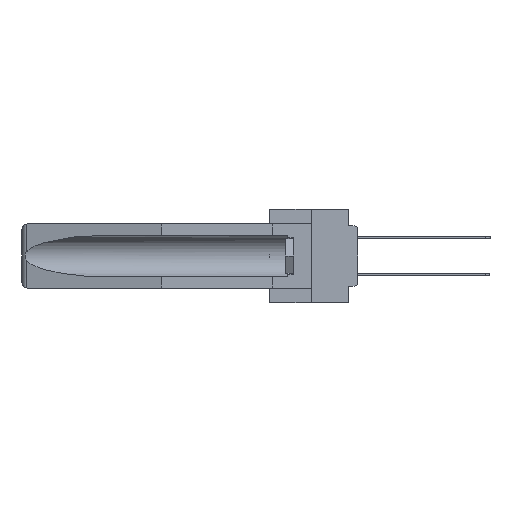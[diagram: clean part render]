
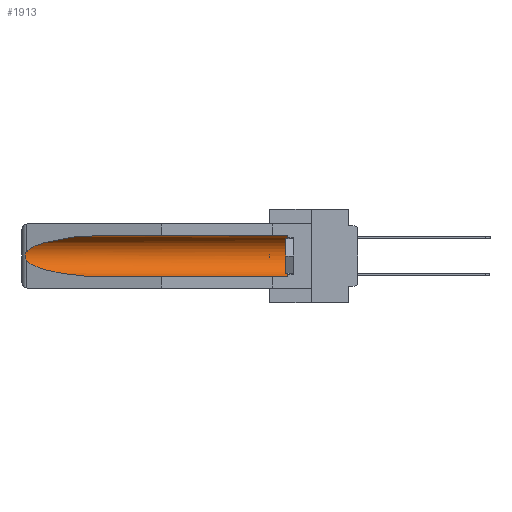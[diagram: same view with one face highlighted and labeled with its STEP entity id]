
A CAD part, left-side view. The second image highlights one B-rep face of the part: STEP entity #1913.
In plain terms, the highlighted cylindrical face has radius 2.857 mm (diameter 5.715 mm), a partial arc.
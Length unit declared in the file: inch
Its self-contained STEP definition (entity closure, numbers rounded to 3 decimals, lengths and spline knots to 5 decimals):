
#411 = VECTOR ( 'NONE', #25207, 39.37008 ) ;
#432 = DIRECTION ( 'NONE',  ( 0., 1., 0. ) ) ;
#968 = EDGE_CURVE ( 'NONE', #15711, #38357, #1989, .T. ) ;
#1278 = ORIENTED_EDGE ( 'NONE', *, *, #5492, .T. ) ;
#1352 = CARTESIAN_POINT ( 'NONE',  ( 0.155, -0.30754, -0.1715 ) ) ;
#1505 = VERTEX_POINT ( 'NONE', #38294 ) ;
#1674 =( BOUNDED_CURVE ( )  B_SPLINE_CURVE ( 3, ( #25164, #22317, #3670, #25444 ),
 .UNSPECIFIED., .F., .F. ) 
 B_SPLINE_CURVE_WITH_KNOTS ( ( 4, 4 ),
 ( 0.1948, 1.5708 ),
 .UNSPECIFIED. ) 
 CURVE ( )  GEOMETRIC_REPRESENTATION_ITEM ( )  RATIONAL_B_SPLINE_CURVE ( ( 1., 0.848, 0.848, 1. ) ) 
 REPRESENTATION_ITEM ( '' )  );
#1913 = ADVANCED_FACE ( 'NONE', ( #10589 ), #25112, .F. ) ;
#1989 = B_SPLINE_CURVE_WITH_KNOTS ( 'NONE', 3,
 ( #32091, #3651, #3526, #21870, #21922, #15885, #11245, #11338, #27784, #29252 ),
 .UNSPECIFIED., .F., .F.,
 ( 4, 2, 2, 2, 4 ),
 ( 0., 0.00029, 0.00058, 0.00087, 0.00117 ),
 .UNSPECIFIED. ) ;
#3526 = CARTESIAN_POINT ( 'NONE',  ( 0.26654, 1.53092, -0.15636 ) ) ;
#3651 = CARTESIAN_POINT ( 'NONE',  ( 0.26597, 1.52961, -0.15275 ) ) ;
#3670 = CARTESIAN_POINT ( 'NONE',  ( 0.21114, 1.30732, -0.284 ) ) ;
#4186 = ORIENTED_EDGE ( 'NONE', *, *, #968, .T. ) ;
#4816 = EDGE_CURVE ( 'NONE', #17163, #16615, #31109, .T. ) ;
#4932 = EDGE_CURVE ( 'NONE', #17163, #1505, #8883, .T. ) ;
#5492 = EDGE_CURVE ( 'NONE', #16615, #13138, #21433, .T. ) ;
#8883 = LINE ( 'NONE', #22108, #411 ) ;
#9602 = CARTESIAN_POINT ( 'NONE',  ( 0.155, -0.30754, -0.059 ) ) ;
#10589 = FACE_OUTER_BOUND ( 'NONE', #31813, .T. ) ;
#11245 = CARTESIAN_POINT ( 'NONE',  ( 0.2673, 1.53269, -0.17917 ) ) ;
#11338 = CARTESIAN_POINT ( 'NONE',  ( 0.26655, 1.53094, -0.18657 ) ) ;
#12130 = ORIENTED_EDGE ( 'NONE', *, *, #16959, .T. ) ;
#12742 = CARTESIAN_POINT ( 'NONE',  ( 0.26537, 1.52718, -0.14972 ) ) ;
#13138 = VERTEX_POINT ( 'NONE', #26332 ) ;
#15404 = CARTESIAN_POINT ( 'NONE',  ( 0.26537, 1.52718, -0.19328 ) ) ;
#15486 = DIRECTION ( 'NONE',  ( 0., -1., 0. ) ) ;
#15711 = VERTEX_POINT ( 'NONE', #12742 ) ;
#15885 = CARTESIAN_POINT ( 'NONE',  ( 0.2675, 1.53308, -0.17534 ) ) ;
#16072 = CARTESIAN_POINT ( 'NONE',  ( 0.25451, 1.48313, -0.09465 ) ) ;
#16615 = VERTEX_POINT ( 'NONE', #17924 ) ;
#16959 = EDGE_CURVE ( 'NONE', #13138, #15711, #35000, .T. ) ;
#17163 = VERTEX_POINT ( 'NONE', #20122 ) ;
#17924 = CARTESIAN_POINT ( 'NONE',  ( 0.155, 0.126, -0.059 ) ) ;
#18516 = AXIS2_PLACEMENT_3D ( 'NONE', #1352, #34112, #34106 ) ;
#20122 = CARTESIAN_POINT ( 'NONE',  ( 0.155, 0.126, -0.284 ) ) ;
#21433 = LINE ( 'NONE', #9602, #36742 ) ;
#21870 = CARTESIAN_POINT ( 'NONE',  ( 0.2673, 1.5327, -0.16383 ) ) ;
#21922 = CARTESIAN_POINT ( 'NONE',  ( 0.2675, 1.53308, -0.16763 ) ) ;
#22108 = CARTESIAN_POINT ( 'NONE',  ( 0.155, -0.30754, -0.284 ) ) ;
#22317 = CARTESIAN_POINT ( 'NONE',  ( 0.25451, 1.48313, -0.24835 ) ) ;
#25112 = CYLINDRICAL_SURFACE ( 'NONE', #18516, 0.1125 ) ;
#25164 = CARTESIAN_POINT ( 'NONE',  ( 0.26537, 1.52718, -0.19328 ) ) ;
#25207 = DIRECTION ( 'NONE',  ( 0., 1., 0. ) ) ;
#25266 = CARTESIAN_POINT ( 'NONE',  ( 0.155, 1.07973, -0.059 ) ) ;
#25444 = CARTESIAN_POINT ( 'NONE',  ( 0.155, 1.07973, -0.284 ) ) ;
#26332 = CARTESIAN_POINT ( 'NONE',  ( 0.155, 1.07973, -0.059 ) ) ;
#26848 = AXIS2_PLACEMENT_3D ( 'NONE', #33894, #15486, #36938 ) ;
#27784 = CARTESIAN_POINT ( 'NONE',  ( 0.26597, 1.5296, -0.19026 ) ) ;
#28335 = CARTESIAN_POINT ( 'NONE',  ( 0.21114, 1.30732, -0.059 ) ) ;
#29252 = CARTESIAN_POINT ( 'NONE',  ( 0.26537, 1.52718, -0.19328 ) ) ;
#31109 = CIRCLE ( 'NONE', #26848, 0.1125 ) ;
#31233 = ORIENTED_EDGE ( 'NONE', *, *, #4932, .F. ) ;
#31813 = EDGE_LOOP ( 'NONE', ( #12130, #4186, #34009, #31233, #34469, #1278 ) ) ;
#32091 = CARTESIAN_POINT ( 'NONE',  ( 0.26537, 1.52718, -0.14972 ) ) ;
#33894 = CARTESIAN_POINT ( 'NONE',  ( 0.155, 0.126, -0.1715 ) ) ;
#34009 = ORIENTED_EDGE ( 'NONE', *, *, #36917, .T. ) ;
#34106 = DIRECTION ( 'NONE',  ( 0., 0., 1. ) ) ;
#34112 = DIRECTION ( 'NONE',  ( 0., 1., 0. ) ) ;
#34469 = ORIENTED_EDGE ( 'NONE', *, *, #4816, .T. ) ;
#35000 =( BOUNDED_CURVE ( )  B_SPLINE_CURVE ( 3, ( #25266, #28335, #16072, #37508 ),
 .UNSPECIFIED., .F., .F. ) 
 B_SPLINE_CURVE_WITH_KNOTS ( ( 4, 4 ),
 ( 4.71239, 6.08839 ),
 .UNSPECIFIED. ) 
 CURVE ( )  GEOMETRIC_REPRESENTATION_ITEM ( )  RATIONAL_B_SPLINE_CURVE ( ( 1., 0.848, 0.848, 1. ) ) 
 REPRESENTATION_ITEM ( '' )  );
#36742 = VECTOR ( 'NONE', #432, 39.37008 ) ;
#36917 = EDGE_CURVE ( 'NONE', #38357, #1505, #1674, .T. ) ;
#36938 = DIRECTION ( 'NONE',  ( 0., 0., 1. ) ) ;
#37508 = CARTESIAN_POINT ( 'NONE',  ( 0.26537, 1.52718, -0.14972 ) ) ;
#38294 = CARTESIAN_POINT ( 'NONE',  ( 0.155, 1.07973, -0.284 ) ) ;
#38357 = VERTEX_POINT ( 'NONE', #15404 ) ;
